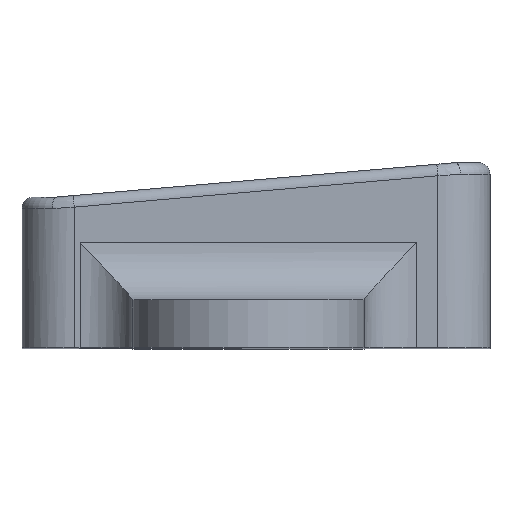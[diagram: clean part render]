
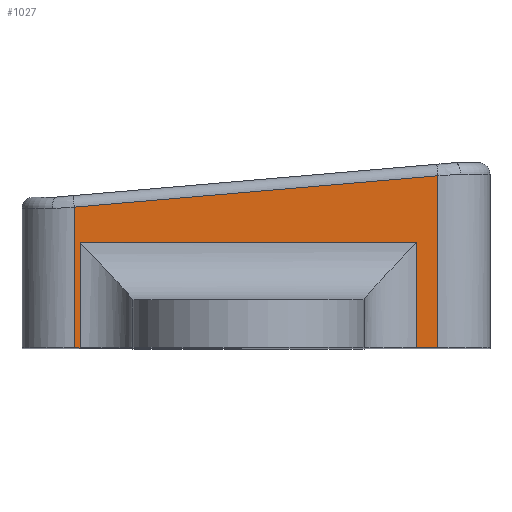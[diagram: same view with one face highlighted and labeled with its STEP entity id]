
A CAD part, top view. The second image highlights one B-rep face of the part: STEP entity #1027.
In plain terms, the highlighted planar face has unit normal (0, 0, 1).
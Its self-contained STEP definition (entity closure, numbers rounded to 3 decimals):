
#66=PLANE('',#1145);
#110=FACE_OUTER_BOUND('',#173,.T.);
#173=EDGE_LOOP('',(#829,#830,#831,#832,#833,#834,#835,#836));
#252=LINE('',#1528,#337);
#256=LINE('',#1756,#341);
#280=LINE('',#1960,#365);
#287=LINE('',#1988,#372);
#292=LINE('',#2019,#377);
#293=LINE('',#2021,#378);
#294=LINE('',#2022,#379);
#295=LINE('',#2023,#380);
#337=VECTOR('',#1201,10.);
#341=VECTOR('',#1239,10.);
#365=VECTOR('',#1323,10.);
#372=VECTOR('',#1344,10.);
#377=VECTOR('',#1361,10.);
#378=VECTOR('',#1364,10.);
#379=VECTOR('',#1365,10.);
#380=VECTOR('',#1366,10.);
#443=VERTEX_POINT('',#1515);
#445=VERTEX_POINT('',#1527);
#462=VERTEX_POINT('',#1697);
#466=VERTEX_POINT('',#1754);
#493=VERTEX_POINT('',#1957);
#494=VERTEX_POINT('',#1959);
#507=VERTEX_POINT('',#1985);
#508=VERTEX_POINT('',#1987);
#540=EDGE_CURVE('',#443,#445,#252,.T.);
#563=EDGE_CURVE('',#466,#462,#256,.T.);
#609=EDGE_CURVE('',#494,#493,#280,.T.);
#623=EDGE_CURVE('',#508,#507,#287,.T.);
#632=EDGE_CURVE('',#494,#466,#292,.T.);
#633=EDGE_CURVE('',#508,#443,#293,.T.);
#634=EDGE_CURVE('',#462,#507,#294,.T.);
#635=EDGE_CURVE('',#445,#493,#295,.T.);
#829=ORIENTED_EDGE('',*,*,#633,.F.);
#830=ORIENTED_EDGE('',*,*,#623,.T.);
#831=ORIENTED_EDGE('',*,*,#634,.F.);
#832=ORIENTED_EDGE('',*,*,#563,.F.);
#833=ORIENTED_EDGE('',*,*,#632,.F.);
#834=ORIENTED_EDGE('',*,*,#609,.T.);
#835=ORIENTED_EDGE('',*,*,#635,.F.);
#836=ORIENTED_EDGE('',*,*,#540,.F.);
#1027=ADVANCED_FACE('',(#110),#66,.T.);
#1145=AXIS2_PLACEMENT_3D('',#2020,#1362,#1363);
#1201=DIRECTION('',(-1.,0.,0.));
#1239=DIRECTION('',(0.996,0.086,0.));
#1323=DIRECTION('',(1.,0.,0.));
#1344=DIRECTION('',(1.,0.,0.));
#1361=DIRECTION('',(0.,1.,0.));
#1362=DIRECTION('center_axis',(0.,0.,1.));
#1363=DIRECTION('ref_axis',(1.,0.,0.));
#1364=DIRECTION('',(0.,1.,0.));
#1365=DIRECTION('',(0.,-1.,0.));
#1366=DIRECTION('',(0.,-1.,0.));
#1515=CARTESIAN_POINT('',(30.471,9.1,45.));
#1527=CARTESIAN_POINT('',(1.471,9.1,45.));
#1528=CARTESIAN_POINT('',(7.08,9.1,45.));
#1697=CARTESIAN_POINT('',(32.3,14.824,45.));
#1754=CARTESIAN_POINT('',(0.971,12.126,45.));
#1756=CARTESIAN_POINT('',(-1.362,11.925,45.));
#1957=CARTESIAN_POINT('',(1.471,0.,45.));
#1959=CARTESIAN_POINT('',(0.971,0.,45.));
#1960=CARTESIAN_POINT('',(-3.529,0.,45.));
#1985=CARTESIAN_POINT('',(32.3,0.,45.));
#1987=CARTESIAN_POINT('',(30.471,0.,45.));
#1988=CARTESIAN_POINT('',(-3.529,0.,45.));
#2019=CARTESIAN_POINT('',(0.971,9.701,45.));
#2020=CARTESIAN_POINT('Origin',(-1.811,6.402,45.));
#2021=CARTESIAN_POINT('',(30.471,3.201,45.));
#2022=CARTESIAN_POINT('',(32.3,3.201,45.));
#2023=CARTESIAN_POINT('',(1.471,3.201,45.));
